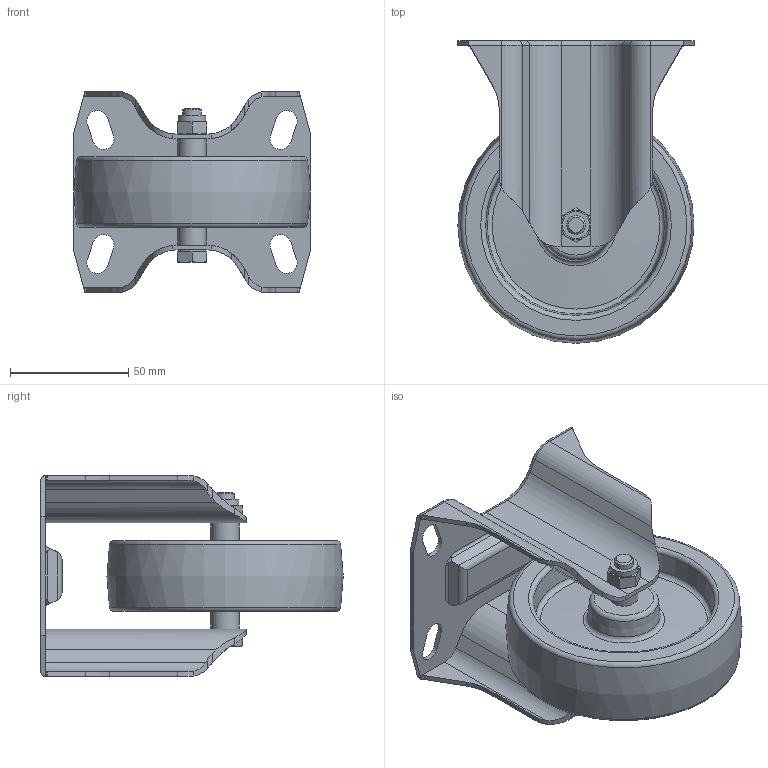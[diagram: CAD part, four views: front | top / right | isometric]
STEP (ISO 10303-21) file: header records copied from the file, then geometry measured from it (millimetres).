
FILE_DESCRIPTION(/* description */ ('RUOTA D.100 FISSA C/PIASTRA'),/* implementation_level */ '2;1');
FILE_NAME(/* name */ 'CRUST0000003.stp',/* time_stamp */ '2025-02-12T15:18:08+01:00',/* author */ ('tecnico5'),/* organization */ (''),/* preprocessor_version */ 'ST-DEVELOPER v20',/* originating_system */ 'Autodesk Inventor 2022',/* authorisation */ '');
FILE_SCHEMA (('AUTOMOTIVE_DESIGN { 1 0 10303 214 3 1 1 }'));
Length unit declared in the file: millimetre
Products named in the file (1): CRUST0000003
Bounding box: 100 x 128 x 85 mm (x, y, z)
Volume: 183108.8 mm3; surface area: 72332.2 mm2
Topology: 1 solids, 1 shells, 238 faces, 596 edges, 371 vertices
Faces by surface type: plane 93, cylinder 83, cone 35, torus 22, bspline 5
Full cylindrical faces by diameter (mm): 8 x3, 11.63 x2, 12 x4
Entity records: 7548 total; most frequent: CARTESIAN_POINT 1536, DIRECTION 1242, ORIENTED_EDGE 1192, EDGE_CURVE 596, AXIS2_PLACEMENT_3D 488, VERTEX_POINT 371, LINE 266, VECTOR 266
